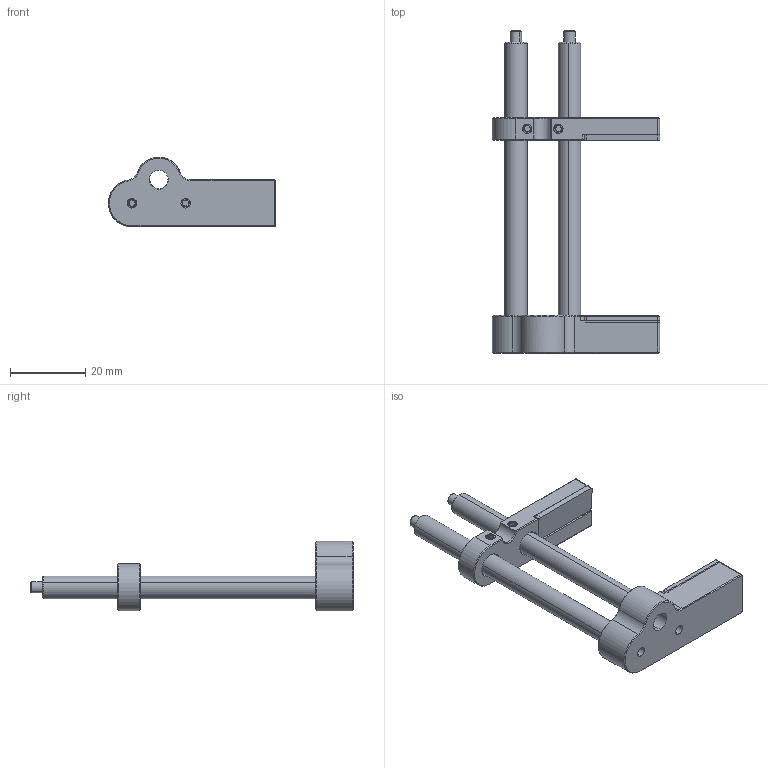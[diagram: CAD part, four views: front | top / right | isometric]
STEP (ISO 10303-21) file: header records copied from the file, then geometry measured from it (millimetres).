
FILE_DESCRIPTION (( 'STEP AP214' ), '1' );
FILE_NAME ('1.1.7.2，ZJJ-B-60，标准柱式矩形可调透镜架，最大安装尺寸2.6英寸（66.0毫米），Rev.A.STEP', '2020-09-05T05:47:17', ( '' ), ( '' ), 'SwSTEP 2.0', 'SolidWorks 2018', '' );
FILE_SCHEMA (( 'AUTOMOTIVE_DESIGN' ));
Length unit declared in the file: millimetre
Products named in the file (1): 1.1.7.2，ZJJ-B-60，标准柱式矩形可调透镜架，最大安装尺寸2.6英寸（66.0毫米），Rev.A
Bounding box: 44.38 x 85.5 x 18.5 mm (x, y, z)
Surface area: 7701.5 mm2 (no closed solid volume)
Topology: 0 solids, 10 shells, 179 faces, 450 edges, 288 vertices
Faces by surface type: plane 79, cone 57, cylinder 43
Entity records: 7514 total; most frequent: CARTESIAN_POINT 1218, DIRECTION 927, ORIENTED_EDGE 840, EDGE_CURVE 450, AXIS2_PLACEMENT_3D 341, VERTEX_POINT 288, VECTOR 245, LINE 245
